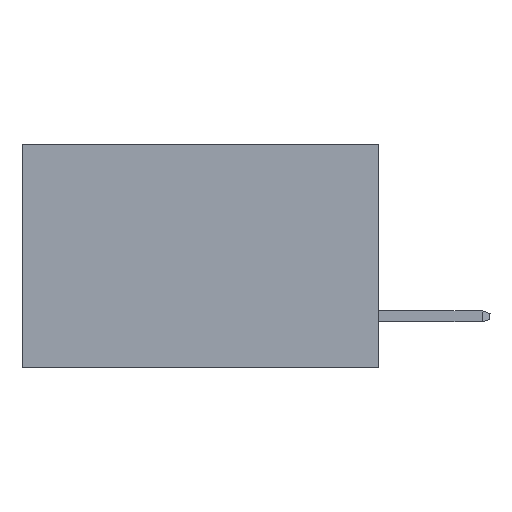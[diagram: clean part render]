
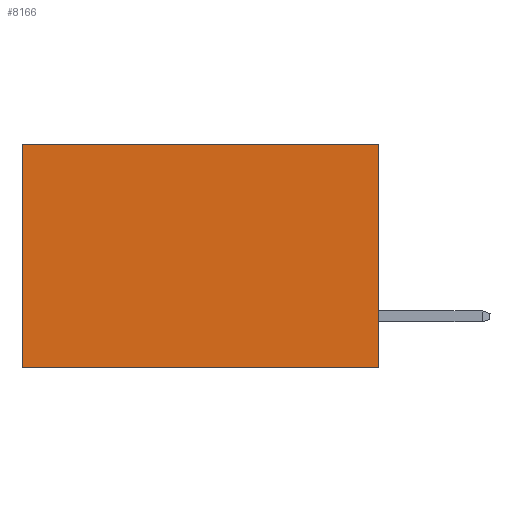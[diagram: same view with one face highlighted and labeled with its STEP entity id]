
A CAD part, left-side view. The second image highlights one B-rep face of the part: STEP entity #8166.
In plain terms, the highlighted planar face has unit normal (-1, 0, 0).
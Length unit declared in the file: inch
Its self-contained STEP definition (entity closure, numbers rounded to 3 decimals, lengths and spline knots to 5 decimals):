
#82 = DIRECTION ( 'NONE',  ( 0., 0., -1. ) ) ;
#97 = DIRECTION ( 'NONE',  ( 1., 0., 0. ) ) ;
#124 = CARTESIAN_POINT ( 'NONE',  ( 0.277, 0., -0.37 ) ) ;
#598 = EDGE_CURVE ( 'NONE', #9236, #12029, #8446, .T. ) ;
#968 = EDGE_CURVE ( 'NONE', #9693, #9236, #5060, .T. ) ;
#1645 = VERTEX_POINT ( 'NONE', #2671 ) ;
#1662 = PLANE ( 'NONE',  #8034 ) ;
#1810 = CARTESIAN_POINT ( 'NONE',  ( 0.277, 0.59, -0.37 ) ) ;
#1874 = LINE ( 'NONE', #6987, #13524 ) ;
#2529 = FACE_OUTER_BOUND ( 'NONE', #5264, .T. ) ;
#2618 = ORIENTED_EDGE ( 'NONE', *, *, #4928, .F. ) ;
#2671 = CARTESIAN_POINT ( 'NONE',  ( 0.277, 0., -0.37 ) ) ;
#3911 = VECTOR ( 'NONE', #14465, 39.37008 ) ;
#4928 = EDGE_CURVE ( 'NONE', #1645, #12029, #14449, .T. ) ;
#4973 = EDGE_CURVE ( 'NONE', #9693, #1645, #1874, .T. ) ;
#5060 = LINE ( 'NONE', #9820, #3911 ) ;
#5096 = CARTESIAN_POINT ( 'NONE',  ( 0.277, 0.59, -0.37 ) ) ;
#5186 = ORIENTED_EDGE ( 'NONE', *, *, #4973, .F. ) ;
#5264 = EDGE_LOOP ( 'NONE', ( #11581, #2618, #5186, #5674 ) ) ;
#5674 = ORIENTED_EDGE ( 'NONE', *, *, #968, .T. ) ;
#6916 = DIRECTION ( 'NONE',  ( 0., 0., -1. ) ) ;
#6987 = CARTESIAN_POINT ( 'NONE',  ( 0.277, 0., -0.37 ) ) ;
#7159 = CARTESIAN_POINT ( 'NONE',  ( 0.277, 0.59, 0. ) ) ;
#7629 = DIRECTION ( 'NONE',  ( 0., 1., 0. ) ) ;
#7733 = CARTESIAN_POINT ( 'NONE',  ( 0.277, 0., -0.37 ) ) ;
#8034 = AXIS2_PLACEMENT_3D ( 'NONE', #124, #97, #82 ) ;
#8166 = ADVANCED_FACE ( 'NONE', ( #2529 ), #1662, .F. ) ;
#8446 = LINE ( 'NONE', #1810, #13666 ) ;
#9236 = VERTEX_POINT ( 'NONE', #7159 ) ;
#9693 = VERTEX_POINT ( 'NONE', #11154 ) ;
#9820 = CARTESIAN_POINT ( 'NONE',  ( 0.277, 0., 0. ) ) ;
#11154 = CARTESIAN_POINT ( 'NONE',  ( 0.277, 0., 0. ) ) ;
#11462 = VECTOR ( 'NONE', #7629, 39.37008 ) ;
#11581 = ORIENTED_EDGE ( 'NONE', *, *, #598, .T. ) ;
#12020 = DIRECTION ( 'NONE',  ( 0., 0., -1. ) ) ;
#12029 = VERTEX_POINT ( 'NONE', #5096 ) ;
#13524 = VECTOR ( 'NONE', #6916, 39.37008 ) ;
#13666 = VECTOR ( 'NONE', #12020, 39.37008 ) ;
#14449 = LINE ( 'NONE', #7733, #11462 ) ;
#14465 = DIRECTION ( 'NONE',  ( 0., 1., 0. ) ) ;
